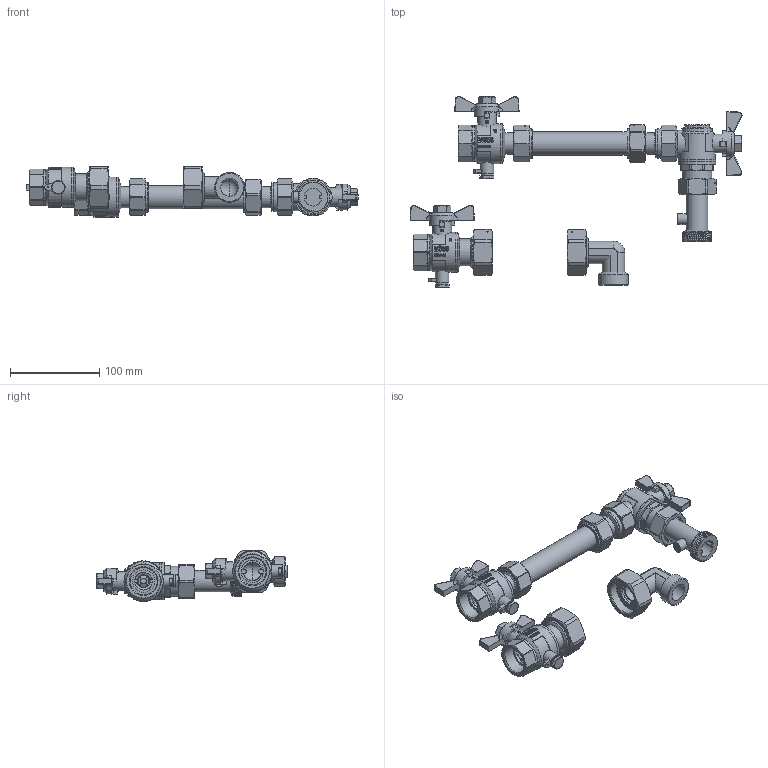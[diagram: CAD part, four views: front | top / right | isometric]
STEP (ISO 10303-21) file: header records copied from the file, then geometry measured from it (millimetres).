
FILE_DESCRIPTION(/* description */ ('Unknown'),/* implementation_level */ '2;1');
FILE_NAME(/* name */ '85121042',/* time_stamp */ '2023-07-20T08:41:31+02:00',/* author */ ('Unknown'),/* organization */ ('Unknown'),/* preprocessor_version */ 'ST-DEVELOPER v18.102',/* originating_system */ 'Solid Edge',/* authorisation */ 'Unknown');
FILE_SCHEMA (('AUTOMOTIVE_DESIGN {1 0 10303 214 3 1 1}'));
Length unit declared in the file: millimetre
Products named in the file (56): 85121032; 722-66_1zoll_oa_0; verschraubung-co; Überwurfmutte 1; Einschraubteil_722_66; Dichtung; Sperring; Dichtung_0; Schtaube; Kvrper-co_oa_1; Körper_722_66; Spindel-zus._oa_2; Spindel; Mutter_M8; Stopfbuchse_; Flügelgriff 1; Rohrnippel-1-130; 725-56; _berwurfmutter_0; St_tze_0; O-Ring_0; StoppRing_0; Speerring_0; 745_66; 600-1-Mutter-fl.g.; 2.149.025; Einschraubteil_025; Körper_025; 600-1-spindel; 600-1-Stopfbuchse; 97000077-1 1_4; 98000726-66-1_16; 98000726-66-1_16 _ Körper; Speerring; 郻M_1; 97000077-1; 722-67_oa_3; Spindel-co_oa_4; Stopfbuchse; M10-1-Mutter-al.g. ...
Assembly tree (58 placements, depth 5):
  85121032
    722-66_1zoll_oa_0
      verschraubung-co
        Überwurfmutte 1
        Einschraubteil_722_66
        Dichtung
        Sperring
      Dichtung_0
      Schtaube
      Kvrper-co_oa_1
        Körper_722_66
      Spindel-zus._oa_2
        Spindel
        Mutter_M8
        Stopfbuchse_
      Flügelgriff 1
    Rohrnippel-1-130
    725-56
      _berwurfmutter_0
      St_tze_0
      O-Ring_0
      Dichtung_0
      StoppRing_0
      Speerring_0
    745_66
      600-1-Mutter-fl.g.
      Flügelgriff 1
      2.149.025
        Einschraubteil_025
        Körper_025
        600-1-spindel
        600-1-Stopfbuchse
    97000077-1 1_4  x2
    98000726-66-1_16
      98000726-66-1_16 _ Körper
      Speerring
      郻M_1
      97000077-1
    722-67_oa_3
      Spindel-co_oa_4
        Spindel
        Stopfbuchse
        M10-1-Mutter-al.g.
      Flügelgriff 1
      Einschraubteil
      Kvrper-co_oa_5
        Kvrper
        Schraube
        Dichtung
        _WM-1_1_4
          _wm
          s-ring
          Dichtung-_wm
    98708714_AG 1x 1 1_4 郻M
      s-ring
      _wm
      Dichtung-_wm
      98708714_AG 1x 1 1_4 郻M - Bogen
Bounding box: 371.3 x 213.9 x 56.95 mm (x, y, z)
Volume: 307633 mm3; surface area: 200977.7 mm2
Topology: 45 solids, 45 shells, 2858 faces, 7709 edges, 5056 vertices
Faces by surface type: plane 2089, cylinder 416, cone 252, bspline 56, sphere 26, torus 19
Full cylindrical faces by diameter (mm): 1.5 x7, 3.5 x1, 5 x2, 5.9 x2, 6.6 x1, 8.5 x3, 8.8 x2, 8.9 x1, 8.92 x2, 10 x4, 12 x8, 12.1 x2, 12.5 x3, 13 x2, 14 x3, 14.5 x3, 15 x2, 16 x3, 16.376 x2, 16.5 x2, 18 x3, 20 x8, 20.9 x1, 21 x3, 22 x2, 22.5 x3, 23 x1, 24 x6, 25 x6, 26 x1
Entity records: 101970 total; most frequent: CARTESIAN_POINT 29403, DIRECTION 15848, ORIENTED_EDGE 13972, EDGE_CURVE 6986, AXIS2_PLACEMENT_3D 6588, VERTEX_POINT 4766, FACE_BOUND 3228, EDGE_LOOP 3225
